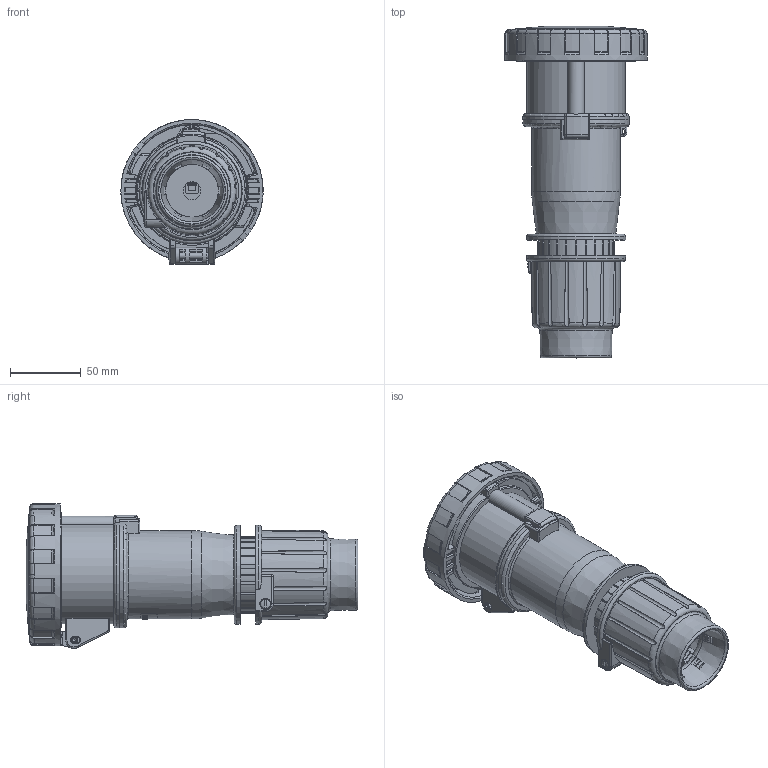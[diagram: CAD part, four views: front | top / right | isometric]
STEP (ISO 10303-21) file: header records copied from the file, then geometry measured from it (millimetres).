
FILE_DESCRIPTION(/* description */ (''),/* implementation_level */ '2;1');
FILE_NAME(/* name */ '4003576.stp',/* time_stamp */ '2019-03-01T11:15:38+01:00',/* author */ (''),/* organization */ (''),/* preprocessor_version */ 'ST-DEVELOPER v16.7',/* originating_system */ 'SIEMENS PLM Software NX 12.0',/* authorisation */ '');
FILE_SCHEMA (('AUTOMOTIVE_DESIGN { 1 0 10303 214 3 1 1 1 }'));
Products named in the file (1): bsom23CC53FBp0rd
Bounding box: 100.49 x 234.41 x 102.25 mm (x, y, z)
Volume: 351756.2 mm3; surface area: 266983.5 mm2
Topology: 14 solids, 14 shells, 1900 faces, 5068 edges, 3246 vertices
Faces by surface type: plane 753, cylinder 585, bspline 220, cone 163, torus 147, sphere 28, revolution 4
Full cylindrical faces by diameter (mm): 1.5 x1, 2 x4, 2.4 x1, 2.7 x3, 3 x3, 3.5 x2, 4 x1, 4.2 x5, 4.3 x2, 4.5 x1, 5 x2, 5.5 x5, 6 x3, 6.9 x1, 7.3 x4, 7.938 x1, 8.5 x4, 9.4 x1, 10.5 x1, 11 x4, 12.7 x1, 13 x1, 15.88 x1, 15.92 x1, 18.98 x1, 19.02 x1, 22.18 x1, 22.22 x1, 25.38 x1, 25.42 x1
Entity records: 73562 total; most frequent: CARTESIAN_POINT 28783, ORIENTED_EDGE 9616, DIRECTION 8756, EDGE_CURVE 4808, AXIS2_PLACEMENT_3D 3332, VERTEX_POINT 3160, EDGE_LOOP 2190, LINE 2088
